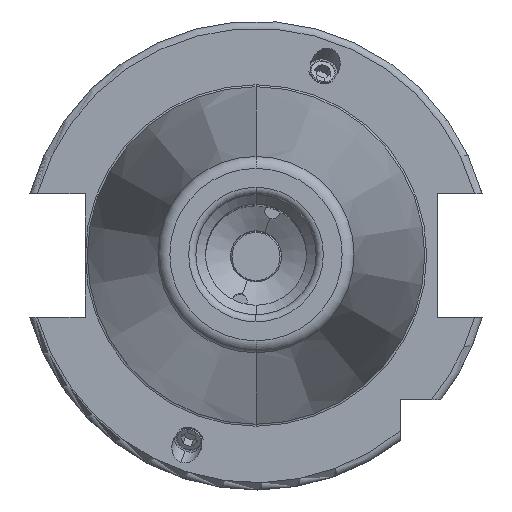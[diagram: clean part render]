
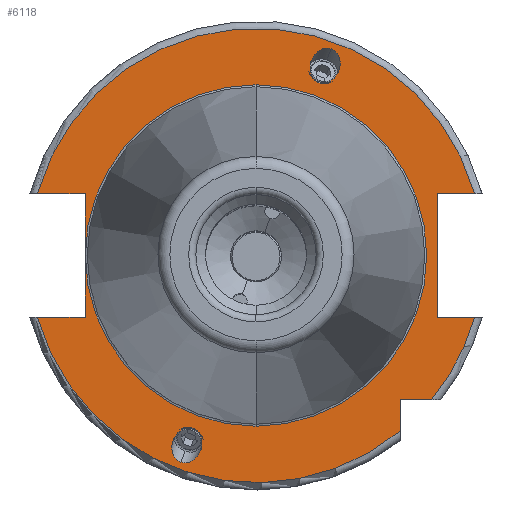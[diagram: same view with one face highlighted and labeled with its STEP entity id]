
A CAD part, top view. The second image highlights one B-rep face of the part: STEP entity #6118.
In plain terms, the highlighted planar face has unit normal (0, 0, 1).
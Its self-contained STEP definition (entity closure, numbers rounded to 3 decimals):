
#1273=CARTESIAN_POINT('',(0,0,15.9));
#1274=DIRECTION('',(0,0,1));
#1275=DIRECTION('',(0.962,0.272,0));
#1276=AXIS2_PLACEMENT_3D('',#1273,#1274,#1275);
#1324=CARTESIAN_POINT('',(0,0,15.9));
#1325=DIRECTION('',(0,0,1));
#1326=DIRECTION('',(-0.962,-0.272,0));
#1327=AXIS2_PLACEMENT_3D('',#1324,#1325,#1326);
#1343=DIRECTION('',(1,0,0));
#1344=VECTOR('',#1343,9.969);
#1345=CARTESIAN_POINT('',(-45.469,-12.85,15.9));
#1346=LINE('',#1345,#1344);
#1347=DIRECTION('',(0.,1,0));
#1348=VECTOR('',#1347,12.85);
#1349=CARTESIAN_POINT('',(-35.5,-12.85,15.9));
#1350=LINE('',#1349,#1348);
#1351=DIRECTION('',(0.,1,0));
#1352=VECTOR('',#1351,12.85);
#1353=CARTESIAN_POINT('',(-35.5,0,15.9));
#1354=LINE('',#1353,#1352);
#1355=DIRECTION('',(1,0,0));
#1356=VECTOR('',#1355,9.969);
#1357=CARTESIAN_POINT('',(-45.469,12.85,15.9));
#1358=LINE('',#1357,#1356);
#1359=DIRECTION('',(-1,0,0));
#1360=VECTOR('',#1359,7.769);
#1361=CARTESIAN_POINT('',(45.469,12.85,15.9));
#1362=LINE('',#1361,#1360);
#1363=DIRECTION('',(0,-1,0));
#1364=VECTOR('',#1363,25.7);
#1365=CARTESIAN_POINT('',(37.7,12.85,15.9));
#1366=LINE('',#1365,#1364);
#1367=DIRECTION('',(-1,0,0));
#1368=VECTOR('',#1367,7.769);
#1369=CARTESIAN_POINT('',(45.469,-12.85,15.9));
#1370=LINE('',#1369,#1368);
#1371=CARTESIAN_POINT('',(0,0,15.9));
#1372=DIRECTION('',(0,0,1));
#1373=DIRECTION('',(0.773,-0.635,0));
#1374=AXIS2_PLACEMENT_3D('',#1371,#1372,#1373);
#1376=DIRECTION('',(-1,0,0));
#1377=VECTOR('',#1376,6.504);
#1378=CARTESIAN_POINT('',(36.504,-30,15.9));
#1379=LINE('',#1378,#1377);
#1380=DIRECTION('',(0,1,0));
#1381=VECTOR('',#1380,6.504);
#1382=CARTESIAN_POINT('',(30,-36.504,15.9));
#1383=LINE('',#1382,#1381);
#1384=CARTESIAN_POINT('',(15.638,42.966,15.9));
#1385=CARTESIAN_POINT('',(15.301,43.089,15.9));
#1386=CARTESIAN_POINT('',(14.517,43.205,15.9));
#1387=CARTESIAN_POINT('',(13.205,42.774,15.9));
#1388=CARTESIAN_POINT('',(12.281,41.938,15.9));
#1389=CARTESIAN_POINT('',(11.759,41.131,15.9));
#1390=CARTESIAN_POINT('',(11.484,40.516,15.9));
#1391=CARTESIAN_POINT('',(11.299,39.867,15.9));
#1392=CARTESIAN_POINT('',(11.18,38.913,15.9));
#1393=CARTESIAN_POINT('',(11.35,37.679,15.9));
#1394=CARTESIAN_POINT('',(12.078,36.506,15.9));
#1395=CARTESIAN_POINT('',(12.754,36.091,15.9));
#1396=CARTESIAN_POINT('',(13.091,35.968,15.9));
#1398=CARTESIAN_POINT('',(13.091,35.968,15.9));
#1399=CARTESIAN_POINT('',(13.429,35.845,15.9));
#1400=CARTESIAN_POINT('',(14.213,35.729,15.9));
#1401=CARTESIAN_POINT('',(15.525,36.16,15.9));
#1402=CARTESIAN_POINT('',(16.448,36.996,15.9));
#1403=CARTESIAN_POINT('',(16.971,37.803,15.9));
#1404=CARTESIAN_POINT('',(17.246,38.418,15.9));
#1405=CARTESIAN_POINT('',(17.431,39.067,15.9));
#1406=CARTESIAN_POINT('',(17.549,40.021,15.9));
#1407=CARTESIAN_POINT('',(17.379,41.255,15.9));
#1408=CARTESIAN_POINT('',(16.651,42.428,15.9));
#1409=CARTESIAN_POINT('',(15.976,42.843,15.9));
#1410=CARTESIAN_POINT('',(15.638,42.966,15.9));
#1412=CARTESIAN_POINT('',(-15.638,-42.966,15.9));
#1413=CARTESIAN_POINT('',(-15.976,-42.843,15.9));
#1414=CARTESIAN_POINT('',(-16.651,-42.428,15.9));
#1415=CARTESIAN_POINT('',(-17.379,-41.255,15.9));
#1416=CARTESIAN_POINT('',(-17.549,-40.021,15.9));
#1417=CARTESIAN_POINT('',(-17.431,-39.067,15.9));
#1418=CARTESIAN_POINT('',(-17.246,-38.418,15.9));
#1419=CARTESIAN_POINT('',(-16.971,-37.803,15.9));
#1420=CARTESIAN_POINT('',(-16.448,-36.996,15.9));
#1421=CARTESIAN_POINT('',(-15.525,-36.16,15.9));
#1422=CARTESIAN_POINT('',(-14.213,-35.729,15.9));
#1423=CARTESIAN_POINT('',(-13.429,-35.845,15.9));
#1424=CARTESIAN_POINT('',(-13.091,-35.968,15.9));
#1426=CARTESIAN_POINT('',(-13.091,-35.968,15.9));
#1427=CARTESIAN_POINT('',(-12.754,-36.091,15.9));
#1428=CARTESIAN_POINT('',(-12.078,-36.506,15.9));
#1429=CARTESIAN_POINT('',(-11.35,-37.679,15.9));
#1430=CARTESIAN_POINT('',(-11.18,-38.913,15.9));
#1431=CARTESIAN_POINT('',(-11.299,-39.867,15.9));
#1432=CARTESIAN_POINT('',(-11.484,-40.516,15.9));
#1433=CARTESIAN_POINT('',(-11.759,-41.131,15.9));
#1434=CARTESIAN_POINT('',(-12.281,-41.938,15.9));
#1435=CARTESIAN_POINT('',(-13.205,-42.774,15.9));
#1436=CARTESIAN_POINT('',(-14.517,-43.205,15.9));
#1437=CARTESIAN_POINT('',(-15.301,-43.089,15.9));
#1438=CARTESIAN_POINT('',(-15.638,-42.966,15.9));
#1440=CARTESIAN_POINT('',(0,0,15.9));
#1441=DIRECTION('',(0,0,1));
#1442=DIRECTION('',(0,1,0));
#1443=AXIS2_PLACEMENT_3D('',#1440,#1441,#1442);
#1455=CARTESIAN_POINT('',(0,0,15.9));
#1456=DIRECTION('',(0,0,1));
#1457=DIRECTION('',(-1,0,0));
#1458=AXIS2_PLACEMENT_3D('',#1455,#1456,#1457);
#1460=CARTESIAN_POINT('',(0,0,15.9));
#1461=DIRECTION('',(0,0,-1));
#1462=DIRECTION('',(0,1,0));
#1463=AXIS2_PLACEMENT_3D('',#1460,#1461,#1462);
#4157=CARTESIAN_POINT('',(0,35.5,15.9));
#4159=VERTEX_POINT('',#4157);
#4179=CARTESIAN_POINT('',(0,-35.5,15.9));
#4181=VERTEX_POINT('',#4179);
#4327=CARTESIAN_POINT('',(-45.469,-12.85,15.9));
#4328=CARTESIAN_POINT('',(-35.5,-12.85,15.9));
#4329=VERTEX_POINT('',#4327);
#4330=VERTEX_POINT('',#4328);
#4331=CARTESIAN_POINT('',(-35.5,0,15.9));
#4332=VERTEX_POINT('',#4331);
#4333=CARTESIAN_POINT('',(-35.5,12.85,15.9));
#4334=VERTEX_POINT('',#4333);
#4335=CARTESIAN_POINT('',(-45.469,12.85,15.9));
#4336=VERTEX_POINT('',#4335);
#4337=CARTESIAN_POINT('',(37.7,12.85,15.9));
#4338=CARTESIAN_POINT('',(37.7,-12.85,15.9));
#4339=VERTEX_POINT('',#4337);
#4340=VERTEX_POINT('',#4338);
#4341=CARTESIAN_POINT('',(45.469,-12.85,15.9));
#4342=VERTEX_POINT('',#4341);
#4343=CARTESIAN_POINT('',(45.469,12.85,15.9));
#4344=VERTEX_POINT('',#4343);
#4345=CARTESIAN_POINT('',(30,-36.504,15.9));
#4346=CARTESIAN_POINT('',(30,-30,15.9));
#4347=VERTEX_POINT('',#4345);
#4348=VERTEX_POINT('',#4346);
#4349=CARTESIAN_POINT('',(36.504,-30,15.9));
#4350=VERTEX_POINT('',#4349);
#4443=VERTEX_POINT('',#1384);
#4444=VERTEX_POINT('',#1396);
#4499=CARTESIAN_POINT('',(-15.638,-42.966,15.9));
#4501=VERTEX_POINT('',#4499);
#4506=CARTESIAN_POINT('',(-13.091,-35.968,15.9));
#4507=VERTEX_POINT('',#4506);
#6079=CARTESIAN_POINT('',(0,0,15.9));
#6080=DIRECTION('',(0,0,-1));
#6081=DIRECTION('',(0,-1,0));
#6082=AXIS2_PLACEMENT_3D('',#6079,#6080,#6081);
#6083=PLANE('',#6082);
#6084=ORIENTED_EDGE('',*,*,#5478,.T.);
#6085=ORIENTED_EDGE('',*,*,#5514,.T.);
#6087=ORIENTED_EDGE('',*,*,#6086,.T.);
#6089=ORIENTED_EDGE('',*,*,#6088,.F.);
#6091=ORIENTED_EDGE('',*,*,#6090,.T.);
#6092=ORIENTED_EDGE('',*,*,#5512,.T.);
#6093=ORIENTED_EDGE('',*,*,#5547,.F.);
#6094=ORIENTED_EDGE('',*,*,#6057,.F.);
#6096=ORIENTED_EDGE('',*,*,#6095,.T.);
#6098=ORIENTED_EDGE('',*,*,#6097,.T.);
#6099=ORIENTED_EDGE('',*,*,#5428,.F.);
#6100=ORIENTED_EDGE('',*,*,#6047,.F.);
#6101=ORIENTED_EDGE('',*,*,#5603,.T.);
#6102=ORIENTED_EDGE('',*,*,#5654,.F.);
#6103=ORIENTED_EDGE('',*,*,#6073,.F.);
#6104=EDGE_LOOP('',(#6084,#6085,#6087,#6089,#6091,#6092,#6093,#6094,#6096,#6098,
#6099,#6100,#6101,#6102,#6103));
#6105=FACE_OUTER_BOUND('',#6104,.F.);
#6107=ORIENTED_EDGE('',*,*,#6106,.T.);
#6109=ORIENTED_EDGE('',*,*,#6108,.T.);
#6110=EDGE_LOOP('',(#6107,#6109));
#6111=FACE_BOUND('',#6110,.F.);
#6113=ORIENTED_EDGE('',*,*,#6112,.F.);
#6115=ORIENTED_EDGE('',*,*,#6114,.F.);
#6116=EDGE_LOOP('',(#6113,#6115));
#6117=FACE_BOUND('',#6116,.F.);
#6118=ADVANCED_FACE('',(#6105,#6111,#6117),#6083,.F.);
#1277=CIRCLE('',#1276,47.25);
#1328=CIRCLE('',#1327,47.25);
#1375=CIRCLE('',#1374,47.25);
#1397=B_SPLINE_CURVE_WITH_KNOTS('',3,(#1384,#1385,#1386,#1387,#1388,#1389,#1390,
#1391,#1392,#1393,#1394,#1395,#1396),.UNSPECIFIED.,.F.,.F.,(4,1,1,1,1,1,1,1,1,1,
4),(0,0.125,0.25,0.375,0.438,0.5,0.563,0.625,0.75,0.875,
1.0),.UNSPECIFIED.);
#1411=B_SPLINE_CURVE_WITH_KNOTS('',3,(#1398,#1399,#1400,#1401,#1402,#1403,#1404,
#1405,#1406,#1407,#1408,#1409,#1410),.UNSPECIFIED.,.F.,.F.,(4,1,1,1,1,1,1,1,1,1,
4),(0,0.125,0.25,0.375,0.438,0.5,0.563,0.625,0.75,0.875,
1.0),.UNSPECIFIED.);
#1425=B_SPLINE_CURVE_WITH_KNOTS('',3,(#1412,#1413,#1414,#1415,#1416,#1417,#1418,
#1419,#1420,#1421,#1422,#1423,#1424),.UNSPECIFIED.,.F.,.F.,(4,1,1,1,1,1,1,1,1,1,
4),(0,0.125,0.25,0.375,0.438,0.5,0.563,0.625,0.75,0.875,
1.0),.UNSPECIFIED.);
#1439=B_SPLINE_CURVE_WITH_KNOTS('',3,(#1426,#1427,#1428,#1429,#1430,#1431,#1432,
#1433,#1434,#1435,#1436,#1437,#1438),.UNSPECIFIED.,.F.,.F.,(4,1,1,1,1,1,1,1,1,1,
4),(0,0.125,0.25,0.375,0.438,0.5,0.563,0.625,0.75,0.875,
1.0),.UNSPECIFIED.);
#1444=CIRCLE('',#1443,35.5);
#1459=CIRCLE('',#1458,35.5);
#1464=CIRCLE('',#1463,35.5);
#5428=EDGE_CURVE('',#4342,#4340,#1370,.T.);
#5478=EDGE_CURVE('',#4329,#4330,#1346,.T.);
#5512=EDGE_CURVE('',#4332,#4334,#1354,.T.);
#5514=EDGE_CURVE('',#4330,#4332,#1350,.T.);
#5547=EDGE_CURVE('',#4336,#4334,#1358,.T.);
#5603=EDGE_CURVE('',#4350,#4348,#1379,.T.);
#5654=EDGE_CURVE('',#4347,#4348,#1383,.T.);
#6047=EDGE_CURVE('',#4350,#4342,#1375,.T.);
#6057=EDGE_CURVE('',#4344,#4336,#1277,.T.);
#6073=EDGE_CURVE('',#4329,#4347,#1328,.T.);
#6086=EDGE_CURVE('',#4332,#4181,#1459,.T.);
#6088=EDGE_CURVE('',#4159,#4181,#1464,.T.);
#6090=EDGE_CURVE('',#4159,#4332,#1444,.T.);
#6095=EDGE_CURVE('',#4344,#4339,#1362,.T.);
#6097=EDGE_CURVE('',#4339,#4340,#1366,.T.);
#6106=EDGE_CURVE('',#4443,#4444,#1397,.T.);
#6108=EDGE_CURVE('',#4444,#4443,#1411,.T.);
#6112=EDGE_CURVE('',#4501,#4507,#1425,.T.);
#6114=EDGE_CURVE('',#4507,#4501,#1439,.T.);
